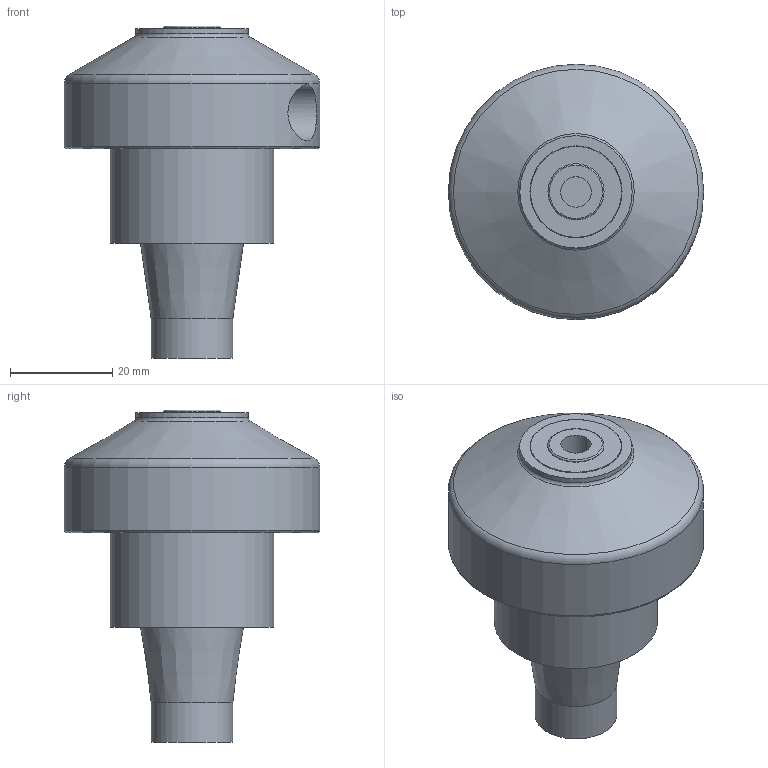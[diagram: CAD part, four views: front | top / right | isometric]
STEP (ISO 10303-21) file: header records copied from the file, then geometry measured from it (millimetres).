
FILE_DESCRIPTION(/* description */ (''),/* implementation_level */ '2;1');
FILE_NAME(/* name */ '10010476033_stp.stp',/* time_stamp */ '2017-05-15T11:43:06+02:00',/* author */ (''),/* organization */ (''),/* preprocessor_version */ 'ST-DEVELOPER v15',/* originating_system */ 'SIEMENS PLM Software NX 9.0',/* authorisation */ '');
FILE_SCHEMA (('AUTOMOTIVE_DESIGN { 1 0 10303 214 3 1 1 1 }'));
Length unit declared in the file: millimetre
Products named in the file (1): reic1F4CA23Dza7d
Bounding box: 50 x 50 x 65 mm (x, y, z)
Volume: 55362.5 mm3; surface area: 10222.2 mm2
Topology: 1 solids, 2 shells, 25 faces, 43 edges, 28 vertices
Faces by surface type: plane 8, cylinder 8, torus 5, cone 4
Full cylindrical faces by diameter (mm): 6 x1, 11 x2, 16 x1, 22 x1, 32 x1, 50 x1
Entity records: 671 total; most frequent: CARTESIAN_POINT 192, DIRECTION 94, ORIENTED_EDGE 50, AXIS2_PLACEMENT_3D 47, EDGE_LOOP 45, FACE_BOUND 39, ADVANCED_FACE 25, EDGE_CURVE 25
